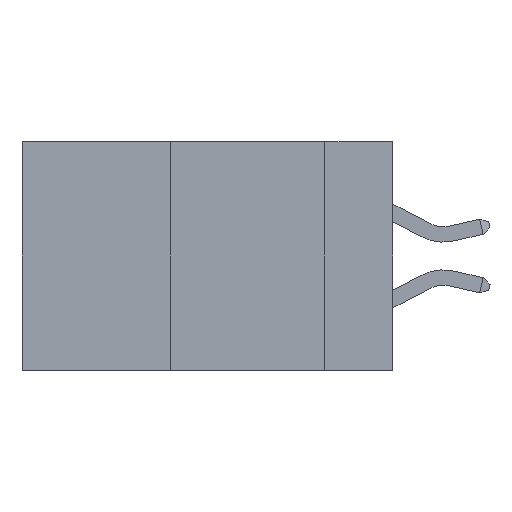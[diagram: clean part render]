
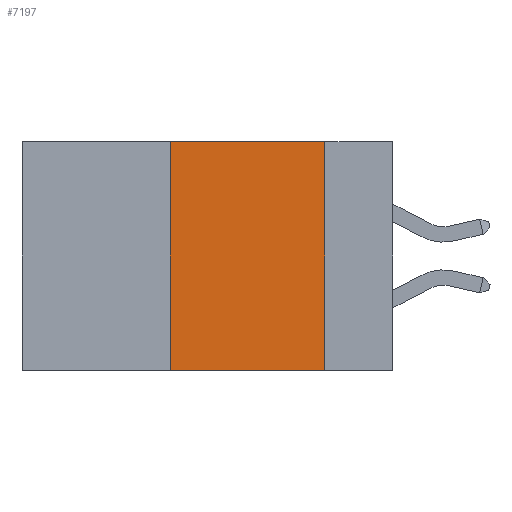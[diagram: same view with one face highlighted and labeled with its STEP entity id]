
A CAD part, left-side view. The second image highlights one B-rep face of the part: STEP entity #7197.
In plain terms, the highlighted planar face has unit normal (-1, 0, 0).
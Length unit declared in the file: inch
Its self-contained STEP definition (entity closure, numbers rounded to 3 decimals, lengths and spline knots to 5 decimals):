
#29 = VECTOR ( 'NONE', #23829, 39.37008 ) ;
#528 = VECTOR ( 'NONE', #2807, 39.37008 ) ;
#1238 = FACE_OUTER_BOUND ( 'NONE', #16197, .T. ) ;
#2429 = CARTESIAN_POINT ( 'NONE',  ( 0., 0.6, 0. ) ) ;
#2807 = DIRECTION ( 'NONE',  ( 0., 0., -1. ) ) ;
#4858 = ORIENTED_EDGE ( 'NONE', *, *, #14036, .F. ) ;
#5656 = CARTESIAN_POINT ( 'NONE',  ( 0., 0.6, 0. ) ) ;
#5759 = EDGE_CURVE ( 'NONE', #25133, #14893, #6774, .T. ) ;
#5936 = ORIENTED_EDGE ( 'NONE', *, *, #5759, .F. ) ;
#6224 = CARTESIAN_POINT ( 'NONE',  ( 0., 0.36, 0. ) ) ;
#6774 = LINE ( 'NONE', #14049, #26687 ) ;
#7047 = EDGE_CURVE ( 'NONE', #11560, #28319, #28028, .T. ) ;
#7197 = ADVANCED_FACE ( 'NONE', ( #1238 ), #29404, .F. ) ;
#9617 = EDGE_CURVE ( 'NONE', #25133, #28319, #18506, .T. ) ;
#10640 = CARTESIAN_POINT ( 'NONE',  ( 0., 0.11, 0. ) ) ;
#11292 = CARTESIAN_POINT ( 'NONE',  ( 0., 0.11, -0.37 ) ) ;
#11560 = VERTEX_POINT ( 'NONE', #10640 ) ;
#12142 = LINE ( 'NONE', #2429, #29877 ) ;
#12978 = ORIENTED_EDGE ( 'NONE', *, *, #9617, .T. ) ;
#13719 = ORIENTED_EDGE ( 'NONE', *, *, #7047, .F. ) ;
#14036 = EDGE_CURVE ( 'NONE', #14893, #11560, #12142, .T. ) ;
#14049 = CARTESIAN_POINT ( 'NONE',  ( 0., 0.36, 0. ) ) ;
#14893 = VERTEX_POINT ( 'NONE', #6224 ) ;
#15573 = CARTESIAN_POINT ( 'NONE',  ( 0., 0.36, -0.37 ) ) ;
#16197 = EDGE_LOOP ( 'NONE', ( #13719, #4858, #5936, #12978 ) ) ;
#18506 = LINE ( 'NONE', #24030, #29 ) ;
#22777 = AXIS2_PLACEMENT_3D ( 'NONE', #5656, #24756, #28696 ) ;
#23472 = DIRECTION ( 'NONE',  ( 0., -1., 0. ) ) ;
#23646 = CARTESIAN_POINT ( 'NONE',  ( 0., 0.11, 0. ) ) ;
#23829 = DIRECTION ( 'NONE',  ( 0., -1., 0. ) ) ;
#24030 = CARTESIAN_POINT ( 'NONE',  ( 0., 0.6, -0.37 ) ) ;
#24756 = DIRECTION ( 'NONE',  ( 1., 0., 0. ) ) ;
#25133 = VERTEX_POINT ( 'NONE', #15573 ) ;
#25377 = DIRECTION ( 'NONE',  ( 0., 0., 1. ) ) ;
#26687 = VECTOR ( 'NONE', #25377, 39.37008 ) ;
#28028 = LINE ( 'NONE', #23646, #528 ) ;
#28319 = VERTEX_POINT ( 'NONE', #11292 ) ;
#28696 = DIRECTION ( 'NONE',  ( 0., 0., -1. ) ) ;
#29404 = PLANE ( 'NONE',  #22777 ) ;
#29877 = VECTOR ( 'NONE', #23472, 39.37008 ) ;
